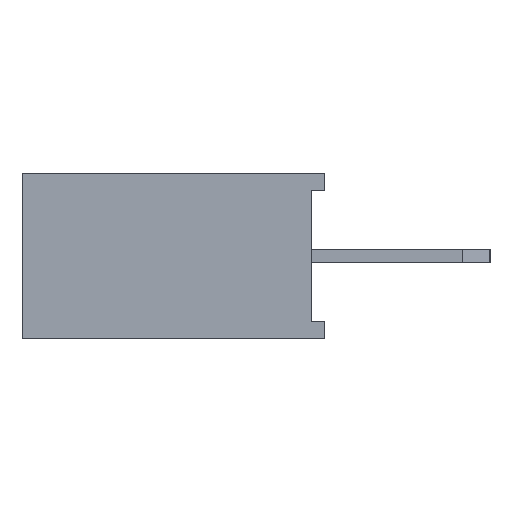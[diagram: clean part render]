
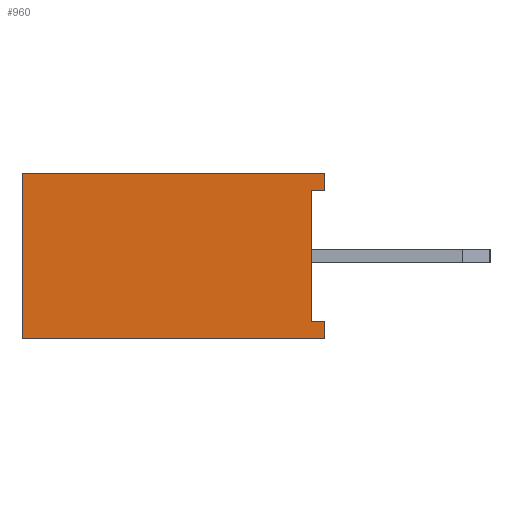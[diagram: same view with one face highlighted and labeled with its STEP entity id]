
A CAD part, left-side view. The second image highlights one B-rep face of the part: STEP entity #960.
In plain terms, the highlighted planar face has unit normal (-1, 0, 0).
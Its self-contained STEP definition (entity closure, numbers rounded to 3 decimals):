
#960=ADVANCED_FACE('',(#2901),#2902,.T.);
#2901=FACE_OUTER_BOUND('',#6258,.T.);
#2902=PLANE('',#6259);
#6258=EDGE_LOOP('',(#11620,#11621,#11622,#11623,#11624,#11625,#11626,#11627));
#6259=AXIS2_PLACEMENT_3D('',#11628,#11629,#11630);
#11620=ORIENTED_EDGE('',*,*,#20341,.T.);
#11621=ORIENTED_EDGE('',*,*,#20400,.T.);
#11622=ORIENTED_EDGE('',*,*,#20474,.T.);
#11623=ORIENTED_EDGE('',*,*,#19690,.T.);
#11624=ORIENTED_EDGE('',*,*,#20157,.T.);
#11625=ORIENTED_EDGE('',*,*,#20397,.T.);
#11626=ORIENTED_EDGE('',*,*,#20166,.T.);
#11627=ORIENTED_EDGE('',*,*,#19565,.T.);
#11628=CARTESIAN_POINT('',(-1.25,0.0,0.0));
#11629=DIRECTION('',(-1.0,0.0,0.0));
#11630=DIRECTION('',(0.0,0.0,1.0));
#19565=EDGE_CURVE('',#23431,#23429,#23432,.T.);
#19690=EDGE_CURVE('',#23672,#23670,#23673,.T.);
#20157=EDGE_CURVE('',#23670,#24457,#24459,.T.);
#20166=EDGE_CURVE('',#24474,#23431,#24475,.T.);
#20341=EDGE_CURVE('',#23429,#24794,#24796,.T.);
#20397=EDGE_CURVE('',#24457,#24474,#24874,.T.);
#20400=EDGE_CURVE('',#24794,#24877,#24879,.T.);
#20474=EDGE_CURVE('',#24877,#23672,#25000,.T.);
#23429=VERTEX_POINT('',#28689);
#23431=VERTEX_POINT('',#28692);
#23432=LINE('',#28693,#28694);
#23670=VERTEX_POINT('',#29055);
#23672=VERTEX_POINT('',#29058);
#23673=LINE('',#29059,#29060);
#24457=VERTEX_POINT('',#30263);
#24459=LINE('',#30266,#30267);
#24474=VERTEX_POINT('',#30287);
#24475=LINE('',#30288,#30289);
#24794=VERTEX_POINT('',#30686);
#24796=LINE('',#30689,#30690);
#24874=LINE('',#30823,#30824);
#24877=VERTEX_POINT('',#30828);
#24879=LINE('',#30831,#30832);
#25000=LINE('',#30980,#30981);
#28689=CARTESIAN_POINT('',(-1.25,0.0,-1.2));
#28692=CARTESIAN_POINT('',(-1.25,0.0,1.2));
#28693=CARTESIAN_POINT('',(-1.25,0.0,1.2));
#28694=VECTOR('',#36937,2.4);
#29055=CARTESIAN_POINT('',(-1.25,-4.2,0.95));
#29058=CARTESIAN_POINT('',(-1.25,-4.2,-0.95));
#29059=CARTESIAN_POINT('',(-1.25,-4.2,-0.95));
#29060=VECTOR('',#37062,1.9);
#30263=CARTESIAN_POINT('',(-1.25,-4.4,0.95));
#30266=CARTESIAN_POINT('',(-1.25,-4.2,0.95));
#30267=VECTOR('',#37621,0.2);
#30287=CARTESIAN_POINT('',(-1.25,-4.4,1.2));
#30288=CARTESIAN_POINT('',(-1.25,-4.4,1.2));
#30289=VECTOR('',#37636,4.4);
#30686=CARTESIAN_POINT('',(-1.25,-4.4,-1.2));
#30689=CARTESIAN_POINT('',(-1.25,0.0,-1.2));
#30690=VECTOR('',#38001,4.4);
#30823=CARTESIAN_POINT('',(-1.25,-4.4,0.95));
#30824=VECTOR('',#38057,0.25);
#30828=CARTESIAN_POINT('',(-1.25,-4.4,-0.95));
#30831=CARTESIAN_POINT('',(-1.25,-4.4,-1.2));
#30832=VECTOR('',#38060,0.25);
#30980=CARTESIAN_POINT('',(-1.25,-4.4,-0.95));
#30981=VECTOR('',#38226,0.2);
#36937=DIRECTION('',(0.0,0.0,-1.0));
#37062=DIRECTION('',(0.0,0.0,1.0));
#37621=DIRECTION('',(0.0,-1.0,0.0));
#37636=DIRECTION('',(0.0,1.0,0.0));
#38001=DIRECTION('',(0.0,-1.0,0.0));
#38057=DIRECTION('',(0.0,0.0,1.0));
#38060=DIRECTION('',(0.0,0.0,1.0));
#38226=DIRECTION('',(0.0,1.0,0.0));
